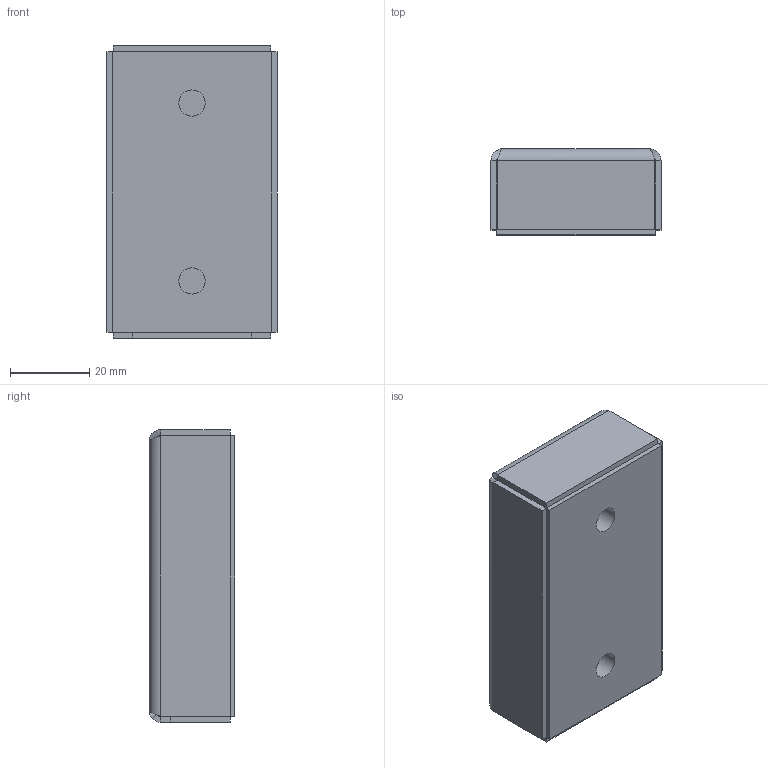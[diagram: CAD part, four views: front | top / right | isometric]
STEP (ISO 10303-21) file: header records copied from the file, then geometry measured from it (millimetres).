
FILE_DESCRIPTION(/* description */ (''),/* implementation_level */ '2;1');
FILE_NAME(/* name */ 'TGSP000075 - Customer.stp',/* time_stamp */ '2014-06-10T14:50:10+02:00',/* author */ ('bs'),/* organization */ (''),/* preprocessor_version */ 'ST-DEVELOPER v15.2',/* originating_system */ 'Autodesk Inventor 2014',/* authorisation */ '');
FILE_SCHEMA (('AUTOMOTIVE_DESIGN { 1 0 10303 214 3 1 1 }'));
Length unit declared in the file: millimetre
Products named in the file (1): TGSP000075 - Customer
Bounding box: 43 x 21.74 x 74 mm (x, y, z)
Volume: 40442.1 mm3; surface area: 20990.6 mm2
Topology: 2 solids, 2 shells, 68 faces, 167 edges, 98 vertices
Faces by surface type: plane 50, cylinder 10, bspline 8
Full cylindrical faces by diameter (mm): 6.647 x2
Entity records: 2197 total; most frequent: CARTESIAN_POINT 556, ORIENTED_EDGE 326, DIRECTION 282, EDGE_CURVE 163, LINE 134, VECTOR 134, VERTEX_POINT 96, EDGE_LOOP 75
